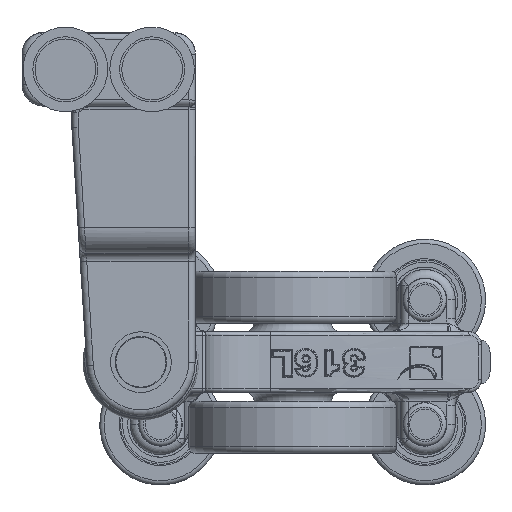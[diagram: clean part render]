
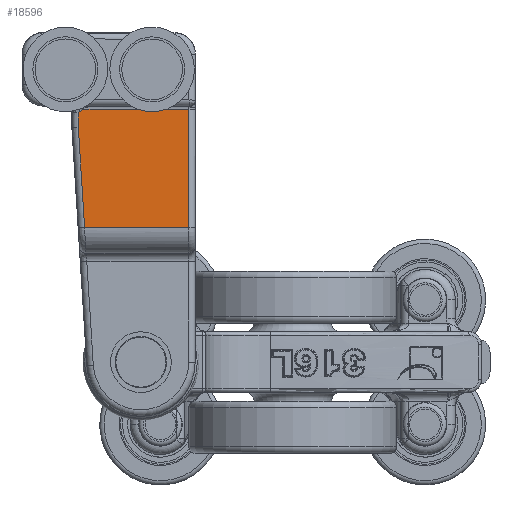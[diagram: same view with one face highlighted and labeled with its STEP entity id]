
A CAD part, left-side view. The second image highlights one B-rep face of the part: STEP entity #18596.
In plain terms, the highlighted face is planar.
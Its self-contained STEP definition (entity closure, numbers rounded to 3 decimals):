
#1747=LINE('',#41765,#2576);
#1749=LINE('',#41853,#2578);
#1750=LINE('',#41855,#2579);
#1751=LINE('',#41857,#2580);
#1752=LINE('',#41858,#2581);
#2576=VECTOR('',#25815,10.);
#2578=VECTOR('',#25827,10.);
#2579=VECTOR('',#25828,10.);
#2580=VECTOR('',#25829,10.);
#2581=VECTOR('',#25830,10.);
#3012=PLANE('',#21160);
#3981=FACE_OUTER_BOUND('',#5144,.T.);
#5144=EDGE_LOOP('',(#16395,#16396,#16397,#16398,#16399,#16400));
#7223=B_SPLINE_CURVE_WITH_KNOTS('',3,(#41845,#41846,#41847,#41848,#41849,
#41850),.UNSPECIFIED.,.F.,.F.,(4,2,4),(-0.154,-0.153,
0.),.UNSPECIFIED.);
#8731=VERTEX_POINT('',#41758);
#8732=VERTEX_POINT('',#41764);
#8735=VERTEX_POINT('',#41838);
#8736=VERTEX_POINT('',#41852);
#8737=VERTEX_POINT('',#41854);
#8738=VERTEX_POINT('',#41856);
#11338=EDGE_CURVE('',#8732,#8731,#1747,.T.);
#11345=EDGE_CURVE('',#8735,#8731,#7223,.T.);
#11346=EDGE_CURVE('',#8736,#8735,#1749,.T.);
#11347=EDGE_CURVE('',#8737,#8736,#1750,.T.);
#11348=EDGE_CURVE('',#8738,#8737,#1751,.T.);
#11349=EDGE_CURVE('',#8732,#8738,#1752,.T.);
#16395=ORIENTED_EDGE('',*,*,#11345,.F.);
#16396=ORIENTED_EDGE('',*,*,#11346,.F.);
#16397=ORIENTED_EDGE('',*,*,#11347,.F.);
#16398=ORIENTED_EDGE('',*,*,#11348,.F.);
#16399=ORIENTED_EDGE('',*,*,#11349,.F.);
#16400=ORIENTED_EDGE('',*,*,#11338,.T.);
#18596=ADVANCED_FACE('',(#3981),#3012,.T.);
#21160=AXIS2_PLACEMENT_3D('',#41851,#25825,#25826);
#25815=DIRECTION('',(0.,1.,0.));
#25825=DIRECTION('center_axis',(0.,0.,-1.));
#25826=DIRECTION('ref_axis',(-1.,0.,0.));
#25827=DIRECTION('',(-1.,0.,0.));
#25828=DIRECTION('',(-0.998,0.064,0.));
#25829=DIRECTION('',(0.,1.,0.));
#25830=DIRECTION('',(1.,0.,0.));
#41758=CARTESIAN_POINT('',(9.171,-3.293,15.));
#41764=CARTESIAN_POINT('',(9.171,-27.5,15.));
#41765=CARTESIAN_POINT('',(9.171,-5.5,15.));
#41838=CARTESIAN_POINT('',(10.,-2.,15.));
#41845=CARTESIAN_POINT('Ctrl Pts',(10.,-2.,15.));
#41846=CARTESIAN_POINT('Ctrl Pts',(9.999,-2.002,15.));
#41847=CARTESIAN_POINT('Ctrl Pts',(9.997,-2.004,15.));
#41848=CARTESIAN_POINT('Ctrl Pts',(9.701,-2.422,15.));
#41849=CARTESIAN_POINT('Ctrl Pts',(9.413,-2.844,15.));
#41850=CARTESIAN_POINT('Ctrl Pts',(9.171,-3.293,15.));
#41851=CARTESIAN_POINT('Origin',(36.5,-5.5,15.));
#41852=CARTESIAN_POINT('',(13.452,-2.,15.));
#41853=CARTESIAN_POINT('',(22.5,-2.,15.));
#41854=CARTESIAN_POINT('',(36.5,-3.483,15.));
#41855=CARTESIAN_POINT('',(52.418,-4.507,15.));
#41856=CARTESIAN_POINT('',(36.5,-27.5,15.));
#41857=CARTESIAN_POINT('',(36.5,-5.5,15.));
#41858=CARTESIAN_POINT('',(20.5,-27.5,15.));
